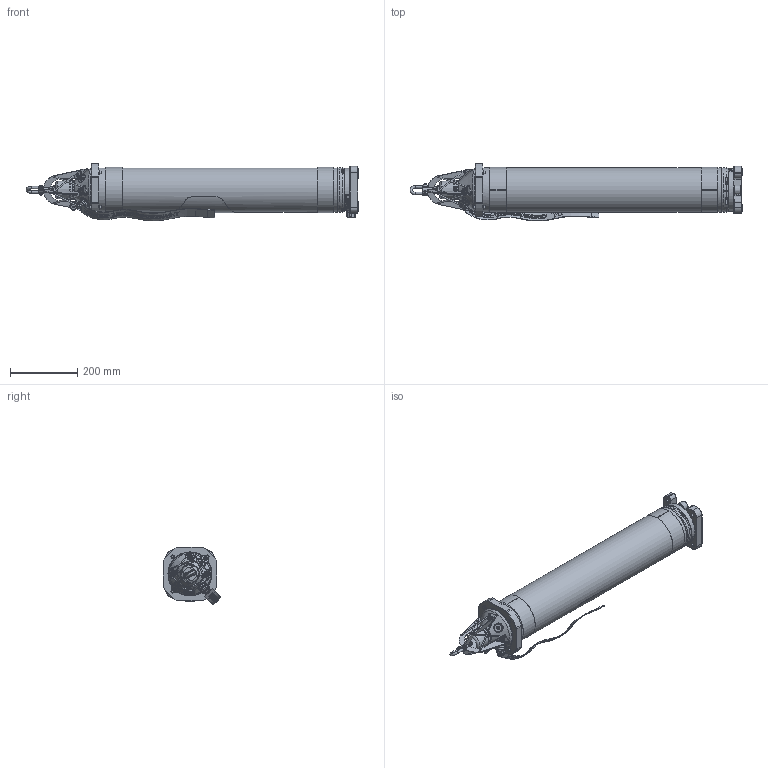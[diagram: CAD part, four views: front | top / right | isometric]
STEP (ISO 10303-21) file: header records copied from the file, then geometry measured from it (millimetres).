
FILE_DESCRIPTION(/* description */ (''),/* implementation_level */ '2;1');
FILE_NAME(/* name */ '8300-001-3111 A58.stp',/* time_stamp */ '2019-01-24T14:51:57+00:00',/* author */ ('ctd'),/* organization */ (''),/* preprocessor_version */ 'ST-DEVELOPER v17',/* originating_system */ 'Autodesk Inventor 2018',/* authorisation */ '');
FILE_SCHEMA (('AUTOMOTIVE_DESIGN { 1 0 10303 214 3 1 1 }'));
Length unit declared in the file: millimetre
Products named in the file (1): 8300-001-3111 A58
Bounding box: 986.89 x 172.1 x 172.1 mm (x, y, z)
Volume: 11894549.3 mm3; surface area: 601167.9 mm2
Topology: 2 solids, 2 shells, 3641 faces, 9767 edges, 6425 vertices
Faces by surface type: plane 1628, bspline 1060, cylinder 565, torus 194, cone 185, sphere 9
Full cylindrical faces by diameter (mm): 0.5 x1, 1 x2, 2.4 x1, 3 x1, 3.2 x14, 3.242 x1, 4.134 x4, 4.917 x5, 5 x8, 5.1 x4, 5.2 x8, 5.5 x4, 5.7 x4, 6.647 x1, 6.78 x1, 7 x4, 7.1 x4, 7.359 x2, 7.36 x2, 7.92 x3, 8 x6, 8.2 x1, 8.382 x1, 8.4 x7, 8.5 x3, 8.55 x4, 8.566 x2, 8.89 x1, 9 x6, 9.754 x1
Entity records: 147433 total; most frequent: CARTESIAN_POINT 58559, ORIENTED_EDGE 19508, DIRECTION 14795, EDGE_CURVE 9754, VERTEX_POINT 6425, AXIS2_PLACEMENT_3D 5103, LINE 4589, VECTOR 4589
